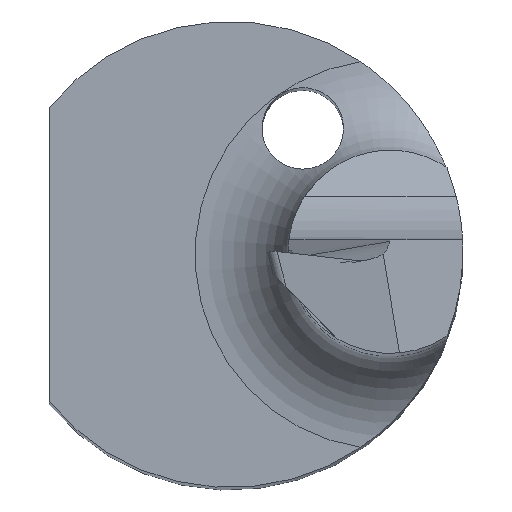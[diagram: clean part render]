
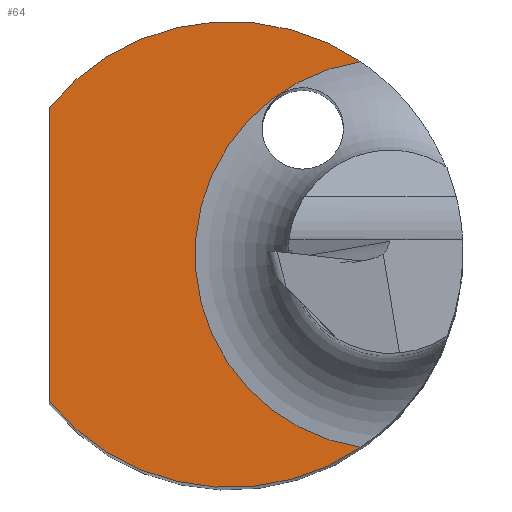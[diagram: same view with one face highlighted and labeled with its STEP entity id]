
A CAD part, top view. The second image highlights one B-rep face of the part: STEP entity #64.
In plain terms, the highlighted planar face has unit normal (0, 0, 1).
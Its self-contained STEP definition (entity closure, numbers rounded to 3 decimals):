
#38 = CARTESIAN_POINT ( 'NONE',  ( -1.55, -1.264, 13.749 ) ) ;
#40 = EDGE_CURVE ( 'NONE', #541, #596, #876, .T. ) ;
#50 = VERTEX_POINT ( 'NONE', #552 ) ;
#51 = CARTESIAN_POINT ( 'NONE',  ( -1.55, -2., 13.749 ) ) ;
#64 = ADVANCED_FACE ( 'NONE', ( #888 ), #477, .F. ) ;
#132 = DIRECTION ( 'NONE',  ( 0., -1., 0. ) ) ;
#137 = AXIS2_PLACEMENT_3D ( 'NONE', #739, #208, #811 ) ;
#162 = EDGE_LOOP ( 'NONE', ( #619, #654, #829, #434 ) ) ;
#176 = DIRECTION ( 'NONE',  ( 1., 0., 0. ) ) ;
#201 = CARTESIAN_POINT ( 'NONE',  ( 1.122, 1.656, 13.749 ) ) ;
#208 = DIRECTION ( 'NONE',  ( 0., 0., 1. ) ) ;
#230 = DIRECTION ( 'NONE',  ( 1., 0., 0. ) ) ;
#239 = DIRECTION ( 'NONE',  ( 1., 0., 0. ) ) ;
#246 = DIRECTION ( 'NONE',  ( 0., 0., 1. ) ) ;
#267 = CARTESIAN_POINT ( 'NONE',  ( 1.375, 0., 13.749 ) ) ;
#273 = CARTESIAN_POINT ( 'NONE',  ( 1.375, 0., 13.749 ) ) ;
#374 = VERTEX_POINT ( 'NONE', #38 ) ;
#420 = VECTOR ( 'NONE', #132, 1000. ) ;
#434 = ORIENTED_EDGE ( 'NONE', *, *, #40, .F. ) ;
#477 = PLANE ( 'NONE',  #691 ) ;
#541 = VERTEX_POINT ( 'NONE', #201 ) ;
#544 = EDGE_CURVE ( 'NONE', #50, #374, #751, .T. ) ;
#552 = CARTESIAN_POINT ( 'NONE',  ( -1.55, 1.264, 13.749 ) ) ;
#596 = VERTEX_POINT ( 'NONE', #765 ) ;
#619 = ORIENTED_EDGE ( 'NONE', *, *, #845, .T. ) ;
#629 = CIRCLE ( 'NONE', #758, 2. ) ;
#649 = CARTESIAN_POINT ( 'NONE',  ( 0., 0., 13.749 ) ) ;
#654 = ORIENTED_EDGE ( 'NONE', *, *, #544, .T. ) ;
#691 = AXIS2_PLACEMENT_3D ( 'NONE', #273, #732, #239 ) ;
#704 = CIRCLE ( 'NONE', #137, 2. ) ;
#732 = DIRECTION ( 'NONE',  ( 0., 0., -1. ) ) ;
#739 = CARTESIAN_POINT ( 'NONE',  ( 0., 0., 13.749 ) ) ;
#744 = EDGE_CURVE ( 'NONE', #374, #596, #629, .T. ) ;
#747 = AXIS2_PLACEMENT_3D ( 'NONE', #267, #246, #176 ) ;
#751 = LINE ( 'NONE', #51, #420 ) ;
#758 = AXIS2_PLACEMENT_3D ( 'NONE', #649, #853, #230 ) ;
#765 = CARTESIAN_POINT ( 'NONE',  ( 1.122, -1.656, 13.749 ) ) ;
#811 = DIRECTION ( 'NONE',  ( 1., 0., 0. ) ) ;
#829 = ORIENTED_EDGE ( 'NONE', *, *, #744, .T. ) ;
#845 = EDGE_CURVE ( 'NONE', #541, #50, #704, .T. ) ;
#853 = DIRECTION ( 'NONE',  ( 0., 0., 1. ) ) ;
#876 = CIRCLE ( 'NONE', #747, 1.675 ) ;
#888 = FACE_OUTER_BOUND ( 'NONE', #162, .T. ) ;
